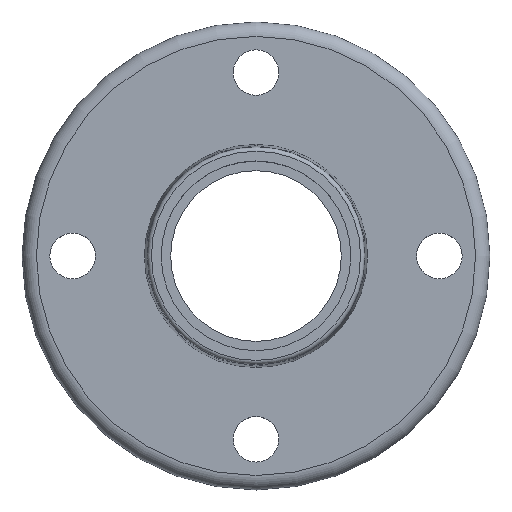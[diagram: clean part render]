
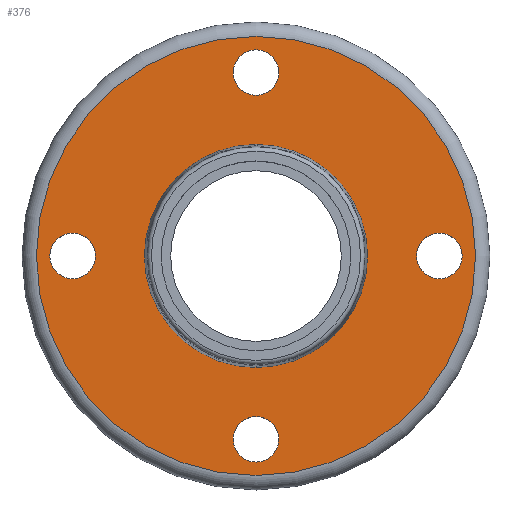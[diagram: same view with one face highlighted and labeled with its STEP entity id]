
A CAD part, top view. The second image highlights one B-rep face of the part: STEP entity #376.
In plain terms, the highlighted planar face has unit normal (0, 0, 1).
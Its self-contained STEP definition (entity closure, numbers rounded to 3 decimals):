
#17=PLANE($,#423);
#36=FACE_BOUND($,#115,.T.);
#37=FACE_BOUND($,#116,.T.);
#38=FACE_BOUND($,#117,.T.);
#39=FACE_BOUND($,#118,.T.);
#40=FACE_BOUND($,#119,.T.);
#41=FACE_BOUND($,#120,.T.);
#115=EDGE_LOOP($,(#295));
#116=EDGE_LOOP($,(#296));
#117=EDGE_LOOP($,(#297));
#118=EDGE_LOOP($,(#298));
#119=EDGE_LOOP($,(#299));
#120=EDGE_LOOP($,(#300));
#174=CIRCLE($,#406,9.);
#176=CIRCLE($,#409,9.);
#178=CIRCLE($,#412,9.);
#180=CIRCLE($,#415,9.);
#184=CIRCLE($,#422,44.1);
#185=CIRCLE($,#424,86.8);
#210=VERTEX_POINT($,#614);
#212=VERTEX_POINT($,#619);
#214=VERTEX_POINT($,#624);
#216=VERTEX_POINT($,#629);
#220=VERTEX_POINT($,#640);
#221=VERTEX_POINT($,#643);
#246=EDGE_CURVE($,#210,#210,#174,.T.);
#248=EDGE_CURVE($,#212,#212,#176,.T.);
#250=EDGE_CURVE($,#214,#214,#178,.T.);
#252=EDGE_CURVE($,#216,#216,#180,.T.);
#256=EDGE_CURVE($,#220,#220,#184,.T.);
#257=EDGE_CURVE($,#221,#221,#185,.T.);
#295=ORIENTED_EDGE($,*,*,#246,.T.);
#296=ORIENTED_EDGE($,*,*,#248,.T.);
#297=ORIENTED_EDGE($,*,*,#250,.T.);
#298=ORIENTED_EDGE($,*,*,#252,.T.);
#299=ORIENTED_EDGE($,*,*,#257,.F.);
#300=ORIENTED_EDGE($,*,*,#256,.T.);
#376=ADVANCED_FACE($,(#36,#37,#38,#39,#40,#41),#17,.T.);
#406=AXIS2_PLACEMENT_3D($,#615,#478,#479);
#409=AXIS2_PLACEMENT_3D($,#620,#484,#485);
#412=AXIS2_PLACEMENT_3D($,#625,#490,#491);
#415=AXIS2_PLACEMENT_3D($,#630,#496,#497);
#422=AXIS2_PLACEMENT_3D($,#641,#510,#511);
#423=AXIS2_PLACEMENT_3D($,#642,#512,#513);
#424=AXIS2_PLACEMENT_3D($,#644,#514,#515);
#478=DIRECTION('center_axis',(0.,0.,
-1.));
#479=DIRECTION('ref_axis',(0.,1.,0.));
#484=DIRECTION('center_axis',(0.,0.,
-1.));
#485=DIRECTION('ref_axis',(-1.,0.,0.));
#490=DIRECTION('center_axis',(0.,0.,
-1.));
#491=DIRECTION('ref_axis',(0.,-1.,0.));
#496=DIRECTION('center_axis',(0.,0.,
-1.));
#497=DIRECTION('ref_axis',(1.,0.,0.));
#510=DIRECTION('center_axis',(0.,0.,-1.));
#511=DIRECTION('ref_axis',(0.,-1.,0.));
#512=DIRECTION('center_axis',(0.,0.,
1.));
#513=DIRECTION('ref_axis',(1.,0.,0.));
#514=DIRECTION('center_axis',(0.,0.,-1.));
#515=DIRECTION('ref_axis',(0.,-1.,0.));
#614=CARTESIAN_POINT('',(-72.5,-9.,20.875));
#615=CARTESIAN_POINT('Origin',(-72.5,0.,20.875));
#619=CARTESIAN_POINT('',(9.,-72.5,20.875));
#620=CARTESIAN_POINT('Origin',(0.,-72.5,20.875));
#624=CARTESIAN_POINT('',(72.5,9.,20.875));
#625=CARTESIAN_POINT('Origin',(72.5,0.,20.875));
#629=CARTESIAN_POINT('',(-9.,72.5,20.875));
#630=CARTESIAN_POINT('Origin',(0.,72.5,20.875));
#640=CARTESIAN_POINT('',(0.,-44.1,20.875));
#641=CARTESIAN_POINT('Origin',(0.,0.,20.875));
#642=CARTESIAN_POINT('Origin',(0.,-65.45,20.875));
#643=CARTESIAN_POINT('',(0.,-86.8,20.875));
#644=CARTESIAN_POINT('Origin',(0.,0.,20.875));
